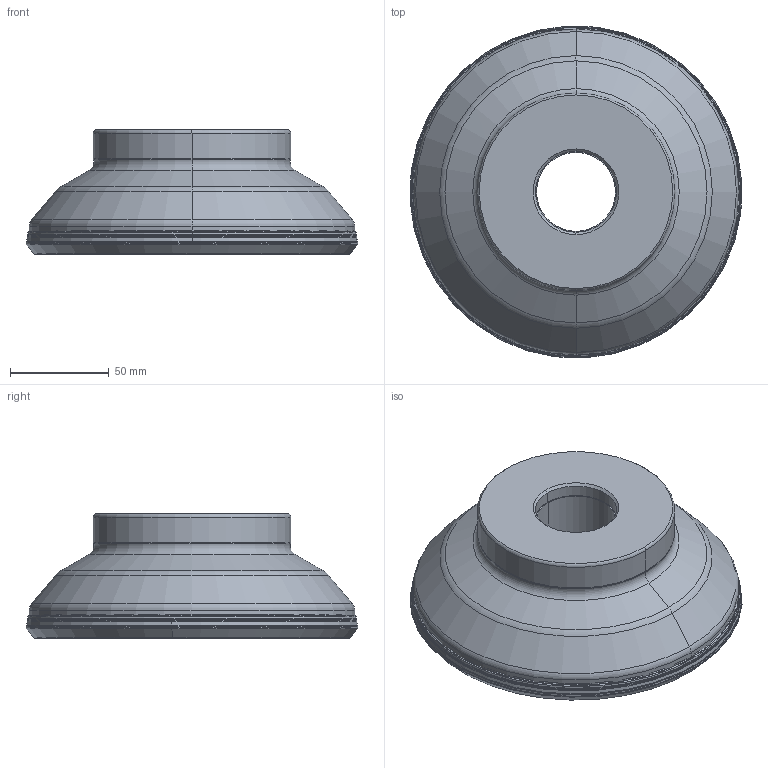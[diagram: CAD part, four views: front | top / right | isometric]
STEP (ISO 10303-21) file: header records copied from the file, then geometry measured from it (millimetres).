
FILE_DESCRIPTION(/* description */ (''),/* implementation_level */ '2;1');
FILE_NAME(/* name */ 'AHX440S-160C10NR_MR0_8.stp',/* time_stamp */ '2021-02-02T08:18:08+09:00',/* author */ (''),/* organization */ (''),/* preprocessor_version */ 'ST-DEVELOPER v16',/* originating_system */ 'SIEMENS PLM Software NX 10.0',/* authorisation */ '');
FILE_SCHEMA (('AUTOMOTIVE_DESIGN { 1 0 10303 214 3 1 1 1 }'));
Length unit declared in the file: millimetre
Products named in the file (1): AHX440S-160C10NR_MR0_8_ASM
Bounding box: 168.07 x 168.07 x 63 mm (x, y, z)
Volume: 790527.4 mm3; surface area: 87705.5 mm2
Topology: 2 solids, 2 shells, 188 faces, 494 edges, 383 vertices
Faces by surface type: torus 96, revolution 42, cone 26, cylinder 10, bspline 8, plane 6
Entity records: 7037 total; most frequent: CARTESIAN_POINT 2026, DIRECTION 1157, ORIENTED_EDGE 852, AXIS2_PLACEMENT_3D 535, EDGE_CURVE 426, CIRCLE 386, VERTEX_POINT 244, EDGE_LOOP 194
